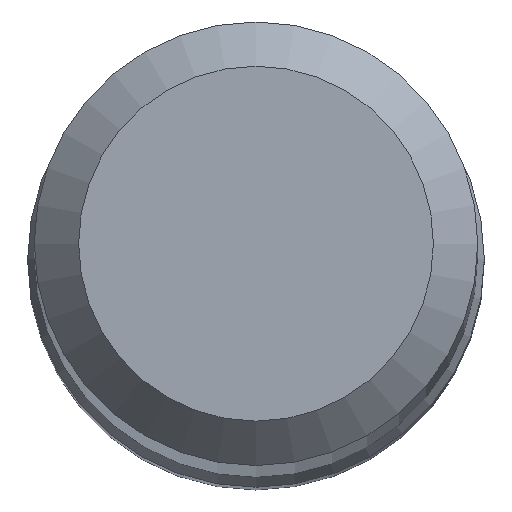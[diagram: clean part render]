
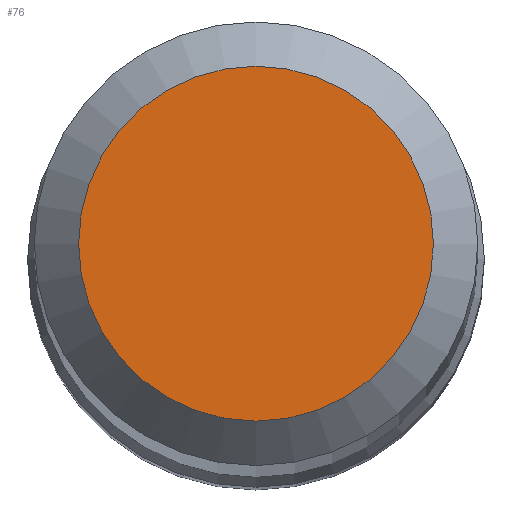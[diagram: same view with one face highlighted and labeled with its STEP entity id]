
A CAD part, top view. The second image highlights one B-rep face of the part: STEP entity #76.
In plain terms, the highlighted planar face has unit normal (0, 0, 1).
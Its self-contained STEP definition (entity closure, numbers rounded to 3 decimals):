
#11 = ORIENTED_EDGE ( 'NONE', *, *, #87, .F. ) ;
#20 = FACE_OUTER_BOUND ( 'NONE', #52, .T. ) ;
#32 = VERTEX_POINT ( 'NONE', #293 ) ;
#45 = AXIS2_PLACEMENT_3D ( 'NONE', #139, #174, #134 ) ;
#47 = DIRECTION ( 'NONE',  ( 0., -1., 0. ) ) ;
#52 = EDGE_LOOP ( 'NONE', ( #11 ) ) ;
#76 = ADVANCED_FACE ( 'NONE', ( #20 ), #113, .T. ) ;
#77 = AXIS2_PLACEMENT_3D ( 'NONE', #86, #257, #47 ) ;
#86 = CARTESIAN_POINT ( 'NONE',  ( 0., 0., 70. ) ) ;
#87 = EDGE_CURVE ( 'NONE', #32, #32, #298, .T. ) ;
#113 = PLANE ( 'NONE',  #77 ) ;
#134 = DIRECTION ( 'NONE',  ( 0., 1., 0. ) ) ;
#139 = CARTESIAN_POINT ( 'NONE',  ( 0., 0., 70. ) ) ;
#174 = DIRECTION ( 'NONE',  ( 0., 0., -1. ) ) ;
#257 = DIRECTION ( 'NONE',  ( 0., 0., 1. ) ) ;
#293 = CARTESIAN_POINT ( 'NONE',  ( 0., 1.2, 70. ) ) ;
#298 = CIRCLE ( 'NONE', #45, 1.2 ) ;
